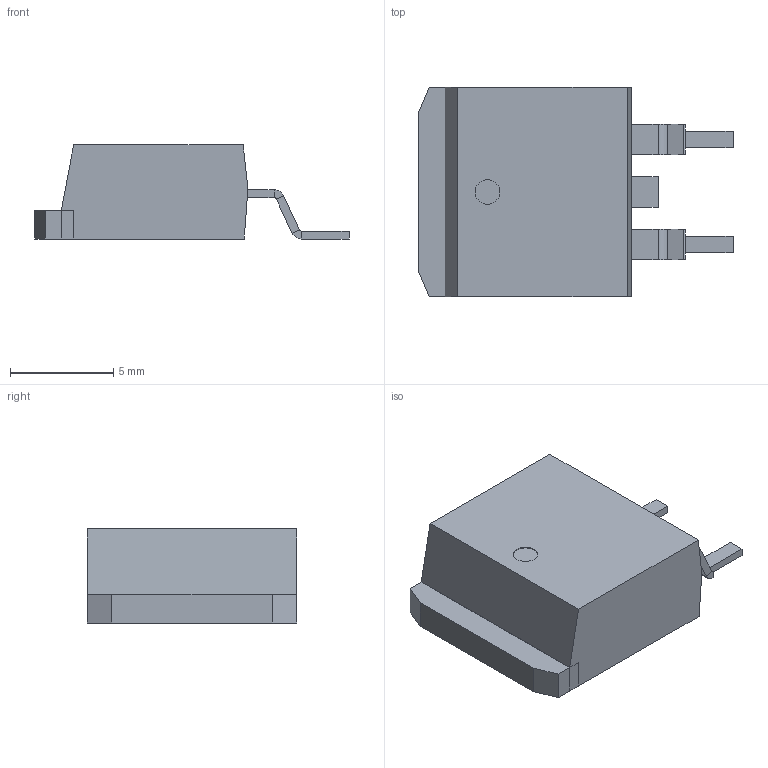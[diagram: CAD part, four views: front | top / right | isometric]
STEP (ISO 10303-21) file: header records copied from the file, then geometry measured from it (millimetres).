
FILE_DESCRIPTION (( 'STEP AP214' ), '1' );
FILE_NAME ('TO-263-3_L10.2-W9.0-P5.08-LS15.2-BR.STEP', '2021-12-06T14:27:05', ( '' ), ( '' ), 'SwSTEP 2.0', 'SolidWorks 2018', '' );
FILE_SCHEMA (( 'AUTOMOTIVE_DESIGN' ));
Length unit declared in the file: millimetre
Products named in the file (1): TO-263-3_L10.2-W9.0-P5.08-LS15.2-BR
Bounding box: 15.2 x 10.15 x 4.55 mm (x, y, z)
Volume: 426.3 mm3; surface area: 614.2 mm2
Topology: 4 solids, 4 shells, 157 faces, 385 edges, 244 vertices
Faces by surface type: plane 127, cylinder 16, bspline 14
Entity records: 6148 total; most frequent: CARTESIAN_POINT 1585, ORIENTED_EDGE 770, DIRECTION 677, EDGE_CURVE 385, VECTOR 325, LINE 325, VERTEX_POINT 244, AXIS2_PLACEMENT_3D 176
